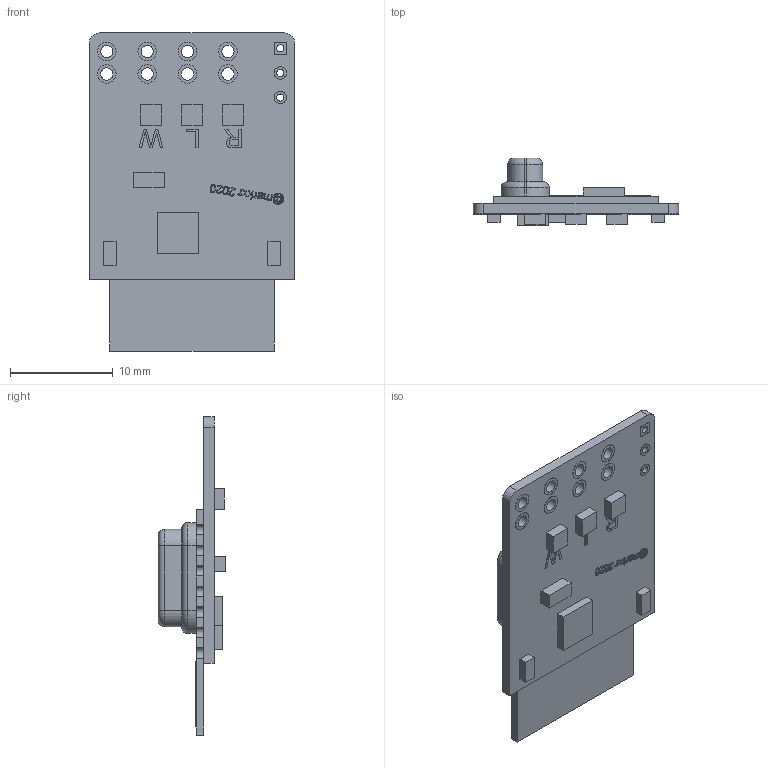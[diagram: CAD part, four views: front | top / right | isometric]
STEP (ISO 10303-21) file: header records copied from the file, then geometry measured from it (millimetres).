
FILE_DESCRIPTION(/* description */ (''),/* implementation_level */ '2;1');
FILE_NAME(/* name */ 'Malenki-Nano_2020.step',/* time_stamp */ '2024-10-25T17:11:14-06:00',/* author */ (''),/* organization */ (''),/* preprocessor_version */ 'ST-DEVELOPER v20',/* originating_system */ 'Autodesk Translation Framework v12.14.0.127',/* authorisation */ '');
FILE_SCHEMA (('AUTOMOTIVE_DESIGN { 1 0 10303 214 3 1 1 }'));
Length unit declared in the file: millimetre
Products named in the file (1): (Unsaved)
Bounding box: 20 x 6.6 x 31 mm (x, y, z)
Volume: 910.3 mm3; surface area: 2006.3 mm2
Topology: 17 solids, 17 shells, 765 faces, 2032 edges, 1350 vertices
Faces by surface type: plane 384, bspline 299, cylinder 74, torus 8
Full cylindrical faces by diameter (mm): 0.1 x1, 0.7 x3, 1.2 x12, 1.8 x16
Entity records: 26578 total; most frequent: CARTESIAN_POINT 9231, ORIENTED_EDGE 4064, DIRECTION 2524, EDGE_CURVE 2032, VERTEX_POINT 1350, LINE 1278, VECTOR 1278, EDGE_LOOP 844
